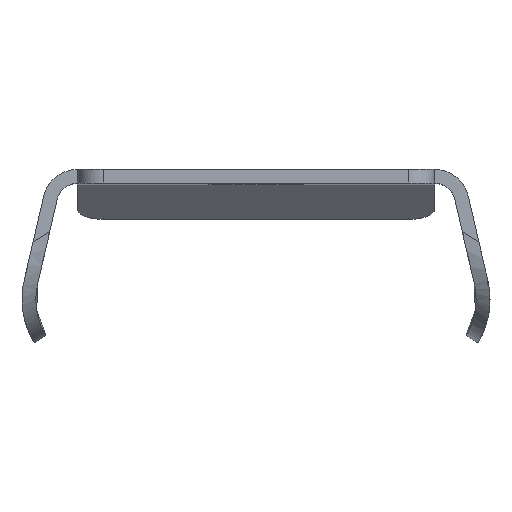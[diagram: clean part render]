
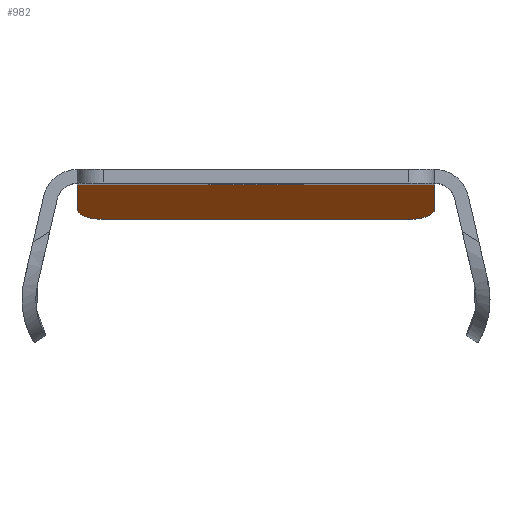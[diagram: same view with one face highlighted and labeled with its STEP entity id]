
A CAD part, top view. The second image highlights one B-rep face of the part: STEP entity #982.
In plain terms, the highlighted free-form (B-spline) face has degree [1, 1] with [2, 2] control points.
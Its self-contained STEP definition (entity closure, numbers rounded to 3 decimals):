
#738=CARTESIAN_POINT('',(-10.3,-2.211,-54.804));
#739=VERTEX_POINT('',#738);
#740=CARTESIAN_POINT('',(-8.8,-2.8,-56.184));
#741=VERTEX_POINT('',#740);
#742=CARTESIAN_POINT('',(-10.3,-2.211,-54.804));
#743=CARTESIAN_POINT('',(-10.3,-2.8,-56.184));
#744=CARTESIAN_POINT('',(-8.8,-2.8,-56.184));
#752=(BOUNDED_CURVE()B_SPLINE_CURVE(2,(#742,#743,#744),.UNSPECIFIED.,.F.,.U.)CURVE()GEOMETRIC_REPRESENTATION_ITEM()QUASI_UNIFORM_CURVE()RATIONAL_B_SPLINE_CURVE((1.0,0.707,1.0))REPRESENTATION_ITEM(''));
#753=EDGE_CURVE('',#739,#741,#752,.T.);
#799=CARTESIAN_POINT('',(8.8,-2.8,-56.184));
#800=VERTEX_POINT('',#799);
#801=CARTESIAN_POINT('',(10.3,-2.211,-54.804));
#802=VERTEX_POINT('',#801);
#803=CARTESIAN_POINT('',(8.8,-2.8,-56.184));
#804=CARTESIAN_POINT('',(9.421,-2.8,-56.184));
#805=CARTESIAN_POINT('',(9.861,-2.627,-55.78));
#806=CARTESIAN_POINT('',(10.3,-2.455,-55.376));
#807=CARTESIAN_POINT('',(10.3,-2.211,-54.804));
#815=(BOUNDED_CURVE()B_SPLINE_CURVE(2,(#803,#804,#805,#806,#807),.UNSPECIFIED.,.F.,.U.)B_SPLINE_CURVE_WITH_KNOTS((3,2,3),(0.0,0.5,1.0),.UNSPECIFIED.)CURVE()GEOMETRIC_REPRESENTATION_ITEM()RATIONAL_B_SPLINE_CURVE((1.0,0.924,1.0,0.924,1.0))REPRESENTATION_ITEM(''));
#816=EDGE_CURVE('',#800,#802,#815,.T.);
#944=CARTESIAN_POINT('',(8.8,-2.8,-56.184));
#945=CARTESIAN_POINT('',(-8.8,-2.8,-56.184));
#946=QUASI_UNIFORM_CURVE('',1,(#944,#945),.UNSPECIFIED.,.F.,.U.);
#947=EDGE_CURVE('',#800,#741,#946,.T.);
#953=CARTESIAN_POINT('',(-11.329,-2.9,-56.418));
#954=CARTESIAN_POINT('',(-11.329,-0.7,-51.266));
#955=CARTESIAN_POINT('',(11.329,-2.9,-56.418));
#956=CARTESIAN_POINT('',(11.329,-0.7,-51.266));
#957=B_SPLINE_SURFACE_WITH_KNOTS('',1,1,((#953,#955),(#954,#956)),.UNSPECIFIED.,.F.,.F.,.U.,(2,2),(2,2),(0.0,5.602),(0.0,22.658),.UNSPECIFIED.);
#958=ORIENTED_EDGE('',*,*,#947,.F.);
#959=ORIENTED_EDGE('',*,*,#816,.T.);
#960=CARTESIAN_POINT('',(10.3,-0.8,-51.5));
#961=VERTEX_POINT('',#960);
#962=CARTESIAN_POINT('',(10.3,-0.8,-51.5));
#963=CARTESIAN_POINT('',(10.3,-2.211,-54.804));
#964=QUASI_UNIFORM_CURVE('',1,(#962,#963),.UNSPECIFIED.,.F.,.U.);
#965=EDGE_CURVE('',#961,#802,#964,.T.);
#966=ORIENTED_EDGE('',*,*,#965,.F.);
#967=CARTESIAN_POINT('',(-10.3,-0.8,-51.5));
#968=VERTEX_POINT('',#967);
#969=CARTESIAN_POINT('',(10.3,-0.8,-51.5));
#970=CARTESIAN_POINT('',(-10.3,-0.8,-51.5));
#971=QUASI_UNIFORM_CURVE('',1,(#969,#970),.UNSPECIFIED.,.F.,.U.);
#972=EDGE_CURVE('',#961,#968,#971,.T.);
#973=ORIENTED_EDGE('',*,*,#972,.T.);
#974=CARTESIAN_POINT('',(-10.3,-0.8,-51.5));
#975=CARTESIAN_POINT('',(-10.3,-2.211,-54.804));
#976=QUASI_UNIFORM_CURVE('',1,(#974,#975),.UNSPECIFIED.,.F.,.U.);
#977=EDGE_CURVE('',#968,#739,#976,.T.);
#978=ORIENTED_EDGE('',*,*,#977,.T.);
#979=ORIENTED_EDGE('',*,*,#753,.T.);
#980=EDGE_LOOP('',(#958,#959,#966,#973,#978,#979));
#981=FACE_OUTER_BOUND('',#980,.T.);
#982=ADVANCED_FACE('',(#981),#957,.F.);
